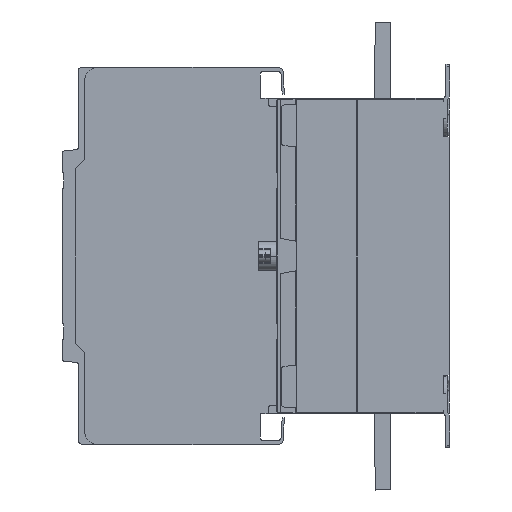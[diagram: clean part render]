
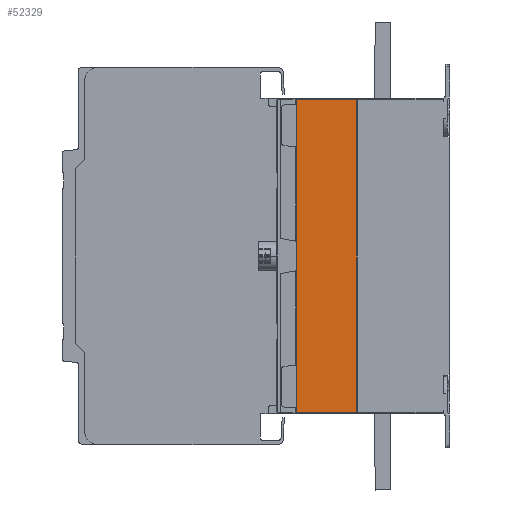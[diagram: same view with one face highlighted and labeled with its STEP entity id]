
A CAD part, left-side view. The second image highlights one B-rep face of the part: STEP entity #52329.
In plain terms, the highlighted planar face has unit normal (-1, 0, 0).
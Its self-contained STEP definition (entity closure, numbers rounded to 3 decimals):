
#3486=DIRECTION('',(0.,0.,1.));
#3487=VECTOR('',#3486,238.);
#3488=CARTESIAN_POINT('',(-42.955,53.2,-150.661));
#3489=LINE('',#3488,#3487);
#3765=DIRECTION('',(0.,0.,-1.));
#3766=VECTOR('',#3765,238.);
#3767=CARTESIAN_POINT('',(-42.955,99.,87.339));
#3768=LINE('',#3767,#3766);
#3847=DIRECTION('',(0.,1.,0.));
#3848=VECTOR('',#3847,45.8);
#3849=CARTESIAN_POINT('',(-42.955,53.2,-150.661));
#3850=LINE('',#3849,#3848);
#3851=DIRECTION('',(0.,-1.,0.));
#3852=VECTOR('',#3851,45.8);
#3853=CARTESIAN_POINT('',(-42.955,99.,87.339));
#3854=LINE('',#3853,#3852);
#40726=CARTESIAN_POINT('',(-42.955,99.,87.339));
#40728=VERTEX_POINT('',#40726);
#40729=CARTESIAN_POINT('',(-42.955,99.,-150.661));
#40730=VERTEX_POINT('',#40729);
#40741=CARTESIAN_POINT('',(-42.955,53.2,87.339));
#40743=VERTEX_POINT('',#40741);
#40754=CARTESIAN_POINT('',(-42.955,53.2,-150.661));
#40756=VERTEX_POINT('',#40754);
#52317=CARTESIAN_POINT('',(-42.955,76.1,-31.661));
#52318=DIRECTION('',(-1.,0.,0.));
#52319=DIRECTION('',(0.,0.,1.));
#52320=AXIS2_PLACEMENT_3D('',#52317,#52318,#52319);
#52321=PLANE('',#52320);
#52322=ORIENTED_EDGE('',*,*,#51939,.F.);
#52324=ORIENTED_EDGE('',*,*,#52323,.T.);
#52325=ORIENTED_EDGE('',*,*,#52240,.F.);
#52326=ORIENTED_EDGE('',*,*,#52304,.T.);
#52327=EDGE_LOOP('',(#52322,#52324,#52325,#52326));
#52328=FACE_OUTER_BOUND('',#52327,.F.);
#51939=EDGE_CURVE('',#40756,#40743,#3489,.T.);
#52240=EDGE_CURVE('',#40728,#40730,#3768,.T.);
#52304=EDGE_CURVE('',#40728,#40743,#3854,.T.);
#52323=EDGE_CURVE('',#40756,#40730,#3850,.T.);
#52329=ADVANCED_FACE('',(#52328),#52321,.T.);
